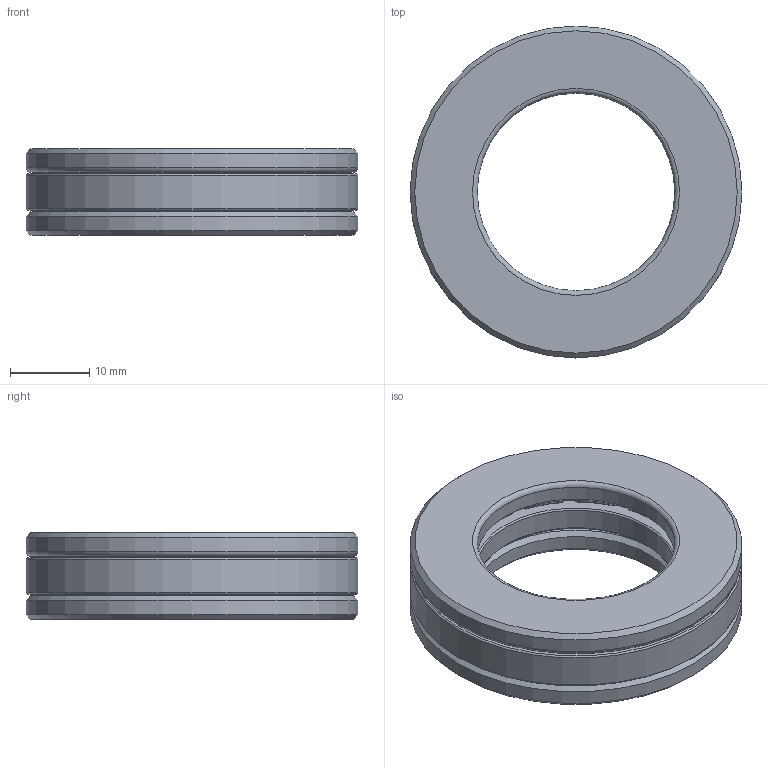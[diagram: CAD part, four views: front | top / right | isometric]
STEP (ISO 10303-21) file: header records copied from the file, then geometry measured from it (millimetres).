
FILE_DESCRIPTION(/* description */ (''),/* implementation_level */ '2;1');
FILE_NAME(/* name */ '4300N14_Cylindrical-Roller Thrust Bearing.step',/* time_stamp */ '2023-12-15T18:08:11+05:30',/* author */ (''),/* organization */ (''),/* preprocessor_version */ 'ST-DEVELOPER v20',/* originating_system */ 'Autodesk Translation Framework v12.14.0.127',/* authorisation */ '');
FILE_SCHEMA (('AUTOMOTIVE_DESIGN { 1 0 10303 214 3 1 1 }'));
Length unit declared in the file: millimetre
Products named in the file (1): 4300N14_Cylindrical-Roller Thrust Bearing
Bounding box: 42 x 42 x 11 mm (x, y, z)
Volume: 8430.9 mm3; surface area: 8838 mm2
Topology: 16 solids, 16 shells, 445 faces, 1064 edges, 588 vertices
Faces by surface type: torus 138, cylinder 137, bspline 104, plane 60, cone 6
Full cylindrical faces by diameter (mm): 5 x13, 25 x2, 26 x1, 38.6 x1, 42 x3
Entity records: 14752 total; most frequent: CARTESIAN_POINT 4815, DIRECTION 2256, ORIENTED_EDGE 2024, EDGE_CURVE 1012, AXIS2_PLACEMENT_3D 1011, VERTEX_POINT 588, CIRCLE 554, EDGE_LOOP 466
